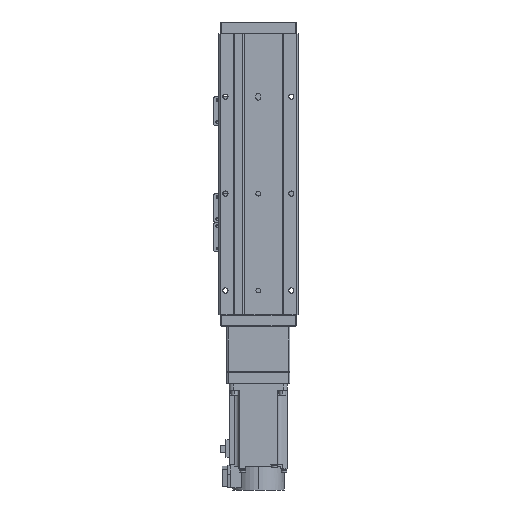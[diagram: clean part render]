
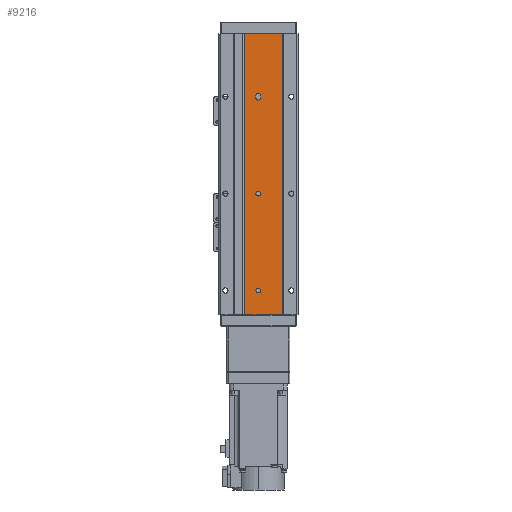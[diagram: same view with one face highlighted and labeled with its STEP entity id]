
A CAD part, front view. The second image highlights one B-rep face of the part: STEP entity #9216.
In plain terms, the highlighted planar face has unit normal (0, -1, 0).
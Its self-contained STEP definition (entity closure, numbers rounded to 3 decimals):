
#186 = DIRECTION ( 'NONE',  ( 0., 0., -1. ) ) ;
#489 = CARTESIAN_POINT ( 'NONE',  ( 0., 1., 117.5 ) ) ;
#574 = VERTEX_POINT ( 'NONE', #19811 ) ;
#1014 = CARTESIAN_POINT ( 'NONE',  ( -25., 1., -145. ) ) ;
#1137 = FACE_BOUND ( 'NONE', #7306, .T. ) ;
#1170 = CARTESIAN_POINT ( 'NONE',  ( 2.5, 1., -79. ) ) ;
#1240 = DIRECTION ( 'NONE',  ( 0., -1., 0. ) ) ;
#1278 = VERTEX_POINT ( 'NONE', #30356 ) ;
#1463 = CIRCLE ( 'NONE', #23047, 2.5 ) ;
#1827 = CARTESIAN_POINT ( 'NONE',  ( 0., 1., 122.5 ) ) ;
#2746 = ORIENTED_EDGE ( 'NONE', *, *, #30369, .T. ) ;
#3009 = AXIS2_PLACEMENT_3D ( 'NONE', #11518, #23287, #35065 ) ;
#3137 = CARTESIAN_POINT ( 'NONE',  ( -25., 1., 145. ) ) ;
#3168 = CIRCLE ( 'NONE', #8110, 2.5 ) ;
#3344 = VERTEX_POINT ( 'NONE', #34743 ) ;
#3407 = CARTESIAN_POINT ( 'NONE',  ( -2.5, 1., -79. ) ) ;
#3463 = EDGE_LOOP ( 'NONE', ( #31898, #35468 ) ) ;
#3966 = AXIS2_PLACEMENT_3D ( 'NONE', #10018, #21814, #33592 ) ;
#4908 = CARTESIAN_POINT ( 'NONE',  ( 14., 1., 145. ) ) ;
#5401 = VERTEX_POINT ( 'NONE', #17544 ) ;
#5487 = CIRCLE ( 'NONE', #27085, 2.5 ) ;
#5525 = DIRECTION ( 'NONE',  ( 0., 0., -1. ) ) ;
#5630 = DIRECTION ( 'NONE',  ( 0., 0., -1. ) ) ;
#6480 = ORIENTED_EDGE ( 'NONE', *, *, #17990, .F. ) ;
#6905 = DIRECTION ( 'NONE',  ( 0., 0., -1. ) ) ;
#7306 = EDGE_LOOP ( 'NONE', ( #31210, #15203 ) ) ;
#7315 = AXIS2_PLACEMENT_3D ( 'NONE', #21582, #33362, #6905 ) ;
#7511 = VERTEX_POINT ( 'NONE', #1827 ) ;
#7622 = CARTESIAN_POINT ( 'NONE',  ( 0., 1., -83.5 ) ) ;
#7908 = EDGE_CURVE ( 'NONE', #3344, #1278, #27490, .T. ) ;
#8110 = AXIS2_PLACEMENT_3D ( 'NONE', #20209, #31993, #5525 ) ;
#8178 = DIRECTION ( 'NONE',  ( 0., -1., 0. ) ) ;
#8602 = CARTESIAN_POINT ( 'NONE',  ( 0., 1., 20. ) ) ;
#9216 = ADVANCED_FACE ( 'NONE', ( #27613, #1137, #12920, #24709 ), #36469, .F. ) ;
#9610 = CARTESIAN_POINT ( 'NONE',  ( 0., 1., 22.5 ) ) ;
#10018 = CARTESIAN_POINT ( 'NONE',  ( -25., 1., 145. ) ) ;
#10303 = LINE ( 'NONE', #22090, #20120 ) ;
#10932 = EDGE_CURVE ( 'NONE', #7511, #27183, #23965, .T. ) ;
#11003 = AXIS2_PLACEMENT_3D ( 'NONE', #8602, #20382, #32170 ) ;
#11212 = EDGE_CURVE ( 'NONE', #33030, #33980, #19670, .T. ) ;
#11384 = VECTOR ( 'NONE', #5630, 1000. ) ;
#11432 = EDGE_CURVE ( 'NONE', #28090, #33030, #5487, .T. ) ;
#11518 = CARTESIAN_POINT ( 'NONE',  ( 0., 1., -81. ) ) ;
#12112 = VECTOR ( 'NONE', #12952, 1000. ) ;
#12802 = DIRECTION ( 'NONE',  ( 1., 0., 0. ) ) ;
#12920 = FACE_BOUND ( 'NONE', #3463, .T. ) ;
#12931 = CARTESIAN_POINT ( 'NONE',  ( 0., 1., 120. ) ) ;
#12952 = DIRECTION ( 'NONE',  ( 0., 0., 1. ) ) ;
#13023 = DIRECTION ( 'NONE',  ( 0., 0., -1. ) ) ;
#13179 = VERTEX_POINT ( 'NONE', #9610 ) ;
#14042 = VECTOR ( 'NONE', #186, 1000. ) ;
#14859 = LINE ( 'NONE', #26658, #14042 ) ;
#14913 = DIRECTION ( 'NONE',  ( 1., 0., 0. ) ) ;
#15203 = ORIENTED_EDGE ( 'NONE', *, *, #10932, .F. ) ;
#15911 = EDGE_CURVE ( 'NONE', #33980, #5401, #30538, .T. ) ;
#17186 = EDGE_CURVE ( 'NONE', #26238, #1278, #14859, .T. ) ;
#17450 = VECTOR ( 'NONE', #12802, 1000. ) ;
#17544 = CARTESIAN_POINT ( 'NONE',  ( 2.5, 1., -79. ) ) ;
#17990 = EDGE_CURVE ( 'NONE', #574, #26238, #29602, .T. ) ;
#19376 = EDGE_CURVE ( 'NONE', #22033, #13179, #27659, .T. ) ;
#19670 = CIRCLE ( 'NONE', #3009, 2.5 ) ;
#19811 = CARTESIAN_POINT ( 'NONE',  ( -25., 1., 145. ) ) ;
#19963 = DIRECTION ( 'NONE',  ( 0., 0., -1. ) ) ;
#20120 = VECTOR ( 'NONE', #33866, 1000. ) ;
#20209 = CARTESIAN_POINT ( 'NONE',  ( 0., 1., 20. ) ) ;
#20311 = LINE ( 'NONE', #32096, #11384 ) ;
#20382 = DIRECTION ( 'NONE',  ( 0., -1., 0. ) ) ;
#20713 = EDGE_CURVE ( 'NONE', #13179, #22033, #3168, .T. ) ;
#20947 = ORIENTED_EDGE ( 'NONE', *, *, #15911, .F. ) ;
#21134 = AXIS2_PLACEMENT_3D ( 'NONE', #34631, #8178, #19963 ) ;
#21582 = CARTESIAN_POINT ( 'NONE',  ( 0., 1., 120. ) ) ;
#21814 = DIRECTION ( 'NONE',  ( 0., 1., 0. ) ) ;
#22033 = VERTEX_POINT ( 'NONE', #22510 ) ;
#22090 = CARTESIAN_POINT ( 'NONE',  ( -25., 1., 145. ) ) ;
#22510 = CARTESIAN_POINT ( 'NONE',  ( 0., 1., 17.5 ) ) ;
#23047 = AXIS2_PLACEMENT_3D ( 'NONE', #12931, #24719, #36479 ) ;
#23287 = DIRECTION ( 'NONE',  ( 0., -1., 0. ) ) ;
#23660 = VERTEX_POINT ( 'NONE', #3407 ) ;
#23965 = CIRCLE ( 'NONE', #7315, 2.5 ) ;
#24709 = FACE_OUTER_BOUND ( 'NONE', #37218, .T. ) ;
#24719 = DIRECTION ( 'NONE',  ( 0., -1., 0. ) ) ;
#26238 = VERTEX_POINT ( 'NONE', #4908 ) ;
#26449 = ORIENTED_EDGE ( 'NONE', *, *, #34853, .F. ) ;
#26466 = EDGE_CURVE ( 'NONE', #27183, #7511, #1463, .T. ) ;
#26658 = CARTESIAN_POINT ( 'NONE',  ( 14., 1., 145. ) ) ;
#26941 = ORIENTED_EDGE ( 'NONE', *, *, #11432, .F. ) ;
#27059 = CARTESIAN_POINT ( 'NONE',  ( -2.5, 1., -81. ) ) ;
#27085 = AXIS2_PLACEMENT_3D ( 'NONE', #27715, #1240, #13023 ) ;
#27183 = VERTEX_POINT ( 'NONE', #489 ) ;
#27490 = LINE ( 'NONE', #1014, #17450 ) ;
#27613 = FACE_BOUND ( 'NONE', #38155, .T. ) ;
#27659 = CIRCLE ( 'NONE', #11003, 2.5 ) ;
#27715 = CARTESIAN_POINT ( 'NONE',  ( 0., 1., -81. ) ) ;
#28090 = VERTEX_POINT ( 'NONE', #27059 ) ;
#29062 = ORIENTED_EDGE ( 'NONE', *, *, #7908, .T. ) ;
#29602 = LINE ( 'NONE', #3137, #35665 ) ;
#30356 = CARTESIAN_POINT ( 'NONE',  ( 14., 1., -145. ) ) ;
#30369 = EDGE_CURVE ( 'NONE', #574, #3344, #10303, .T. ) ;
#30538 = LINE ( 'NONE', #1170, #12112 ) ;
#30836 = ORIENTED_EDGE ( 'NONE', *, *, #31807, .F. ) ;
#31210 = ORIENTED_EDGE ( 'NONE', *, *, #26466, .F. ) ;
#31807 = EDGE_CURVE ( 'NONE', #5401, #23660, #37768, .T. ) ;
#31898 = ORIENTED_EDGE ( 'NONE', *, *, #19376, .F. ) ;
#31993 = DIRECTION ( 'NONE',  ( 0., -1., 0. ) ) ;
#32049 = CARTESIAN_POINT ( 'NONE',  ( 2.5, 1., -81. ) ) ;
#32096 = CARTESIAN_POINT ( 'NONE',  ( -2.5, 1., -79. ) ) ;
#32170 = DIRECTION ( 'NONE',  ( 0., 0., -1. ) ) ;
#33030 = VERTEX_POINT ( 'NONE', #7622 ) ;
#33362 = DIRECTION ( 'NONE',  ( 0., -1., 0. ) ) ;
#33592 = DIRECTION ( 'NONE',  ( 0., 0., 1. ) ) ;
#33597 = ORIENTED_EDGE ( 'NONE', *, *, #17186, .F. ) ;
#33866 = DIRECTION ( 'NONE',  ( 0., 0., -1. ) ) ;
#33980 = VERTEX_POINT ( 'NONE', #32049 ) ;
#34631 = CARTESIAN_POINT ( 'NONE',  ( 0., 1., -79. ) ) ;
#34743 = CARTESIAN_POINT ( 'NONE',  ( -25., 1., -145. ) ) ;
#34853 = EDGE_CURVE ( 'NONE', #23660, #28090, #20311, .T. ) ;
#35065 = DIRECTION ( 'NONE',  ( 0., 0., -1. ) ) ;
#35468 = ORIENTED_EDGE ( 'NONE', *, *, #20713, .F. ) ;
#35665 = VECTOR ( 'NONE', #14913, 1000. ) ;
#36469 = PLANE ( 'NONE',  #3966 ) ;
#36479 = DIRECTION ( 'NONE',  ( 0., 0., -1. ) ) ;
#36872 = ORIENTED_EDGE ( 'NONE', *, *, #11212, .F. ) ;
#37218 = EDGE_LOOP ( 'NONE', ( #29062, #33597, #6480, #2746 ) ) ;
#37768 = CIRCLE ( 'NONE', #21134, 2.5 ) ;
#38155 = EDGE_LOOP ( 'NONE', ( #26449, #30836, #20947, #36872, #26941 ) ) ;
